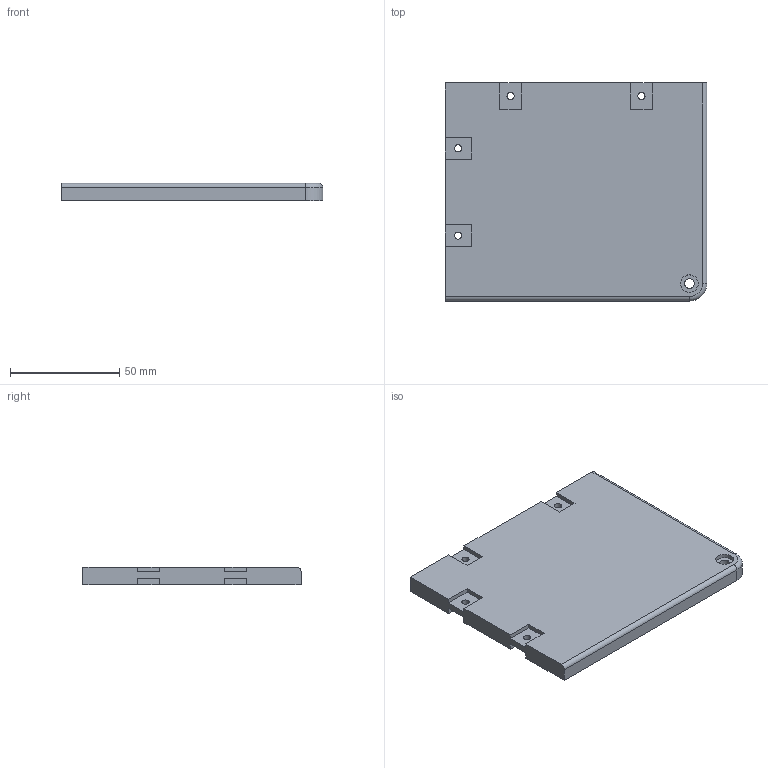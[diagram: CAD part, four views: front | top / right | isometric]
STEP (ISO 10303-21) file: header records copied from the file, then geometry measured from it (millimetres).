
FILE_DESCRIPTION(/* description */ (''),/* implementation_level */ '2;1');
FILE_NAME(/* name */ 'Corner.step',/* time_stamp */ '2026-01-14T14:10:01-05:00',/* author */ (''),/* organization */ (''),/* preprocessor_version */ 'ST-DEVELOPER v20.1',/* originating_system */ 'Autodesk Translation Framework v14.21.0.0',/* authorisation */ '');
FILE_SCHEMA (('AUTOMOTIVE_DESIGN { 1 0 10303 214 3 1 1 }'));
Length unit declared in the file: millimetre
Products named in the file (1): 2026-01-10-21-06-03-515
Bounding box: 120 x 100 x 8 mm (x, y, z)
Volume: 93010.4 mm3; surface area: 27915.8 mm2
Topology: 1 solids, 1 shells, 49 faces, 136 edges, 90 vertices
Faces by surface type: plane 39, cylinder 9, torus 1
Full cylindrical faces by diameter (mm): 3.3 x4, 4.4 x1, 8 x1
Entity records: 1606 total; most frequent: CARTESIAN_POINT 276, ORIENTED_EDGE 272, DIRECTION 255, EDGE_CURVE 136, LINE 117, VECTOR 117, VERTEX_POINT 90, AXIS2_PLACEMENT_3D 69
